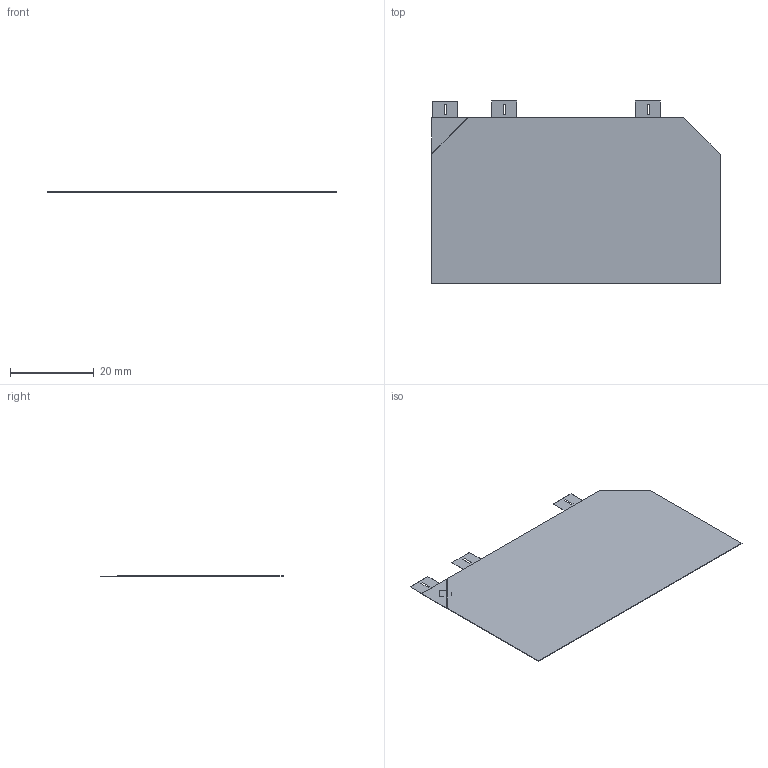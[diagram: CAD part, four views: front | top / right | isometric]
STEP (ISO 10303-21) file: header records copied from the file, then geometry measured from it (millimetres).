
FILE_DESCRIPTION(/* description */ ('CAx-IF Rec.Pracs.---Representation and Presentation of Product Manufacturing Information (PMI)---4.0---2014-10-13','CAx-IF Rec.Pracs.---3D Tessellated Geometry---0.4---2014-09-14','2;1'),/* implementation_level */ '2;1');
FILE_NAME(/* name */ 'finalAzurSpaceCell',/* time_stamp */ '2020-01-13T19:34:31-05:00',/* author */ (''),/* organization */ (''),/* preprocessor_version */ 'ST-DEVELOPER v16.7',/* originating_system */ $,/* authorisation */ $);
FILE_SCHEMA (('AP242_MANAGED_MODEL_BASED_3D_ENGINEERING_MIM_LF { 1 0 10303 442 20130219 1 4 }'));
Length unit declared in the file: millimetre
Products named in the file (1): finalAzurSpaceCell
Bounding box: 68.96 x 43.55 x 0.15 mm (x, y, z)
Volume: 402.1 mm3; surface area: 5563.2 mm2
Topology: 6 solids, 6 shells, 50 faces, 150 edges, 148 vertices
Faces by surface type: plane 50
Entity records: 1893 total; most frequent: CARTESIAN_POINT 301, DIRECTION 268, ORIENTED_EDGE 228, LINE 150, VECTOR 150, EDGE_CURVE 114, VERTEX_POINT 76, AXIS2_PLACEMENT_3D 67
